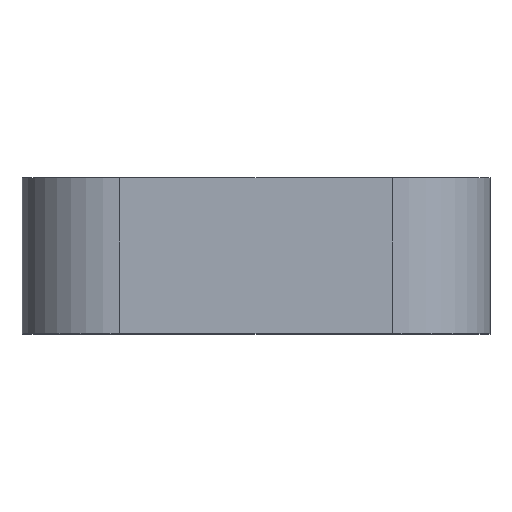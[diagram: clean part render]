
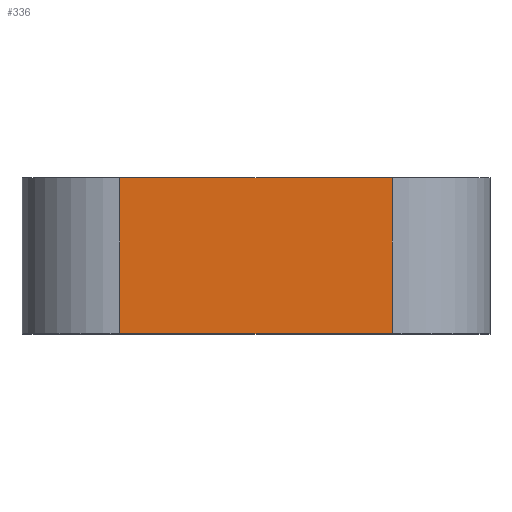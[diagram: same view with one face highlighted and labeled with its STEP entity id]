
A CAD part, top view. The second image highlights one B-rep face of the part: STEP entity #336.
In plain terms, the highlighted planar face has unit normal (0, 0, 1).
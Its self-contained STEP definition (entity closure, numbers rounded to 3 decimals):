
#7 = EDGE_CURVE ( 'NONE', #321, #460, #434, .T. ) ;
#11 = EDGE_CURVE ( 'NONE', #497, #460, #655, .T. ) ;
#17 = DIRECTION ( 'NONE',  ( 1., 0., 0. ) ) ;
#62 = EDGE_LOOP ( 'NONE', ( #219, #703, #207, #452 ) ) ;
#91 = VECTOR ( 'NONE', #17, 1000. ) ;
#98 = CARTESIAN_POINT ( 'NONE',  ( 5., 0., 0. ) ) ;
#139 = VECTOR ( 'NONE', #490, 1000. ) ;
#190 = CARTESIAN_POINT ( 'NONE',  ( 5., 8., 0. ) ) ;
#207 = ORIENTED_EDGE ( 'NONE', *, *, #521, .F. ) ;
#216 = CARTESIAN_POINT ( 'NONE',  ( 19., 8., 0. ) ) ;
#219 = ORIENTED_EDGE ( 'NONE', *, *, #7, .T. ) ;
#230 = VECTOR ( 'NONE', #486, 1000. ) ;
#268 = CARTESIAN_POINT ( 'NONE',  ( 5., 8., 0. ) ) ;
#285 = CARTESIAN_POINT ( 'NONE',  ( 19., 0., 0. ) ) ;
#298 = VECTOR ( 'NONE', #687, 1000. ) ;
#299 = VERTEX_POINT ( 'NONE', #641 ) ;
#315 = FACE_OUTER_BOUND ( 'NONE', #62, .T. ) ;
#321 = VERTEX_POINT ( 'NONE', #98 ) ;
#336 = ADVANCED_FACE ( 'NONE', ( #315 ), #645, .F. ) ;
#434 = LINE ( 'NONE', #617, #230 ) ;
#449 = LINE ( 'NONE', #190, #91 ) ;
#452 = ORIENTED_EDGE ( 'NONE', *, *, #691, .T. ) ;
#460 = VERTEX_POINT ( 'NONE', #285 ) ;
#486 = DIRECTION ( 'NONE',  ( 1., 0., 0. ) ) ;
#490 = DIRECTION ( 'NONE',  ( 0., -1., 0. ) ) ;
#497 = VERTEX_POINT ( 'NONE', #609 ) ;
#521 = EDGE_CURVE ( 'NONE', #299, #497, #449, .T. ) ;
#530 = DIRECTION ( 'NONE',  ( -1., 0., 0. ) ) ;
#549 = AXIS2_PLACEMENT_3D ( 'NONE', #268, #693, #530 ) ;
#586 = LINE ( 'NONE', #652, #298 ) ;
#609 = CARTESIAN_POINT ( 'NONE',  ( 19., 8., 0. ) ) ;
#617 = CARTESIAN_POINT ( 'NONE',  ( 5., 0., 0. ) ) ;
#641 = CARTESIAN_POINT ( 'NONE',  ( 5., 8., 0. ) ) ;
#645 = PLANE ( 'NONE',  #549 ) ;
#652 = CARTESIAN_POINT ( 'NONE',  ( 5., 8., 0. ) ) ;
#655 = LINE ( 'NONE', #216, #139 ) ;
#687 = DIRECTION ( 'NONE',  ( 0., -1., 0. ) ) ;
#691 = EDGE_CURVE ( 'NONE', #299, #321, #586, .T. ) ;
#693 = DIRECTION ( 'NONE',  ( 0., 0., -1. ) ) ;
#703 = ORIENTED_EDGE ( 'NONE', *, *, #11, .F. ) ;
